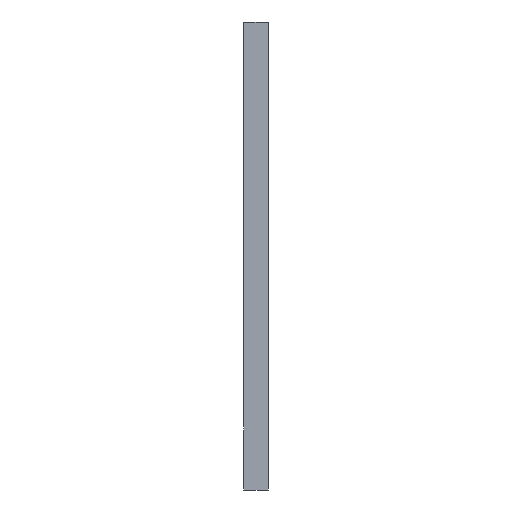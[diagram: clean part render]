
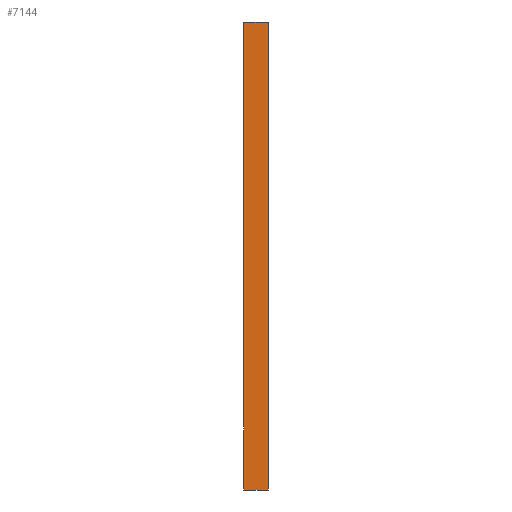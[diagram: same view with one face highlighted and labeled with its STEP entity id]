
A CAD part, front view. The second image highlights one B-rep face of the part: STEP entity #7144.
In plain terms, the highlighted planar face has unit normal (0, -1, 0).
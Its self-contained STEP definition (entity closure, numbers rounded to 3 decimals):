
#729 = EDGE_CURVE ( 'NONE', #3397, #8128, #9759, .T. ) ;
#1447 = LINE ( 'NONE', #1791, #8695 ) ;
#1791 = CARTESIAN_POINT ( 'NONE',  ( 24., 0., 2.5 ) ) ;
#1875 = EDGE_LOOP ( 'NONE', ( #6546, #8070, #5135, #3737 ) ) ;
#2152 = EDGE_CURVE ( 'NONE', #8128, #6785, #5786, .T. ) ;
#2490 = CARTESIAN_POINT ( 'NONE',  ( -24., 0., -45.5 ) ) ;
#2525 = VECTOR ( 'NONE', #9526, 1000. ) ;
#2966 = CARTESIAN_POINT ( 'NONE',  ( -24., 0., -45.5 ) ) ;
#3397 = VERTEX_POINT ( 'NONE', #8432 ) ;
#3507 = VECTOR ( 'NONE', #10286, 1000. ) ;
#3737 = ORIENTED_EDGE ( 'NONE', *, *, #729, .F. ) ;
#3952 = CARTESIAN_POINT ( 'NONE',  ( -24., 0., 2.5 ) ) ;
#5135 = ORIENTED_EDGE ( 'NONE', *, *, #2152, .F. ) ;
#5786 = LINE ( 'NONE', #2490, #9736 ) ;
#6546 = ORIENTED_EDGE ( 'NONE', *, *, #7242, .F. ) ;
#6757 = DIRECTION ( 'NONE',  ( 0., -1., 0. ) ) ;
#6785 = VERTEX_POINT ( 'NONE', #3952 ) ;
#7144 = ADVANCED_FACE ( 'NONE', ( #10769 ), #7634, .T. ) ;
#7242 = EDGE_CURVE ( 'NONE', #11476, #3397, #10058, .T. ) ;
#7634 = PLANE ( 'NONE',  #11724 ) ;
#8070 = ORIENTED_EDGE ( 'NONE', *, *, #11665, .F. ) ;
#8128 = VERTEX_POINT ( 'NONE', #2966 ) ;
#8381 = DIRECTION ( 'NONE',  ( 0., 0., -1. ) ) ;
#8432 = CARTESIAN_POINT ( 'NONE',  ( -21.5, 0., -45.5 ) ) ;
#8695 = VECTOR ( 'NONE', #8932, 1000. ) ;
#8840 = DIRECTION ( 'NONE',  ( 0., 0., 1. ) ) ;
#8932 = DIRECTION ( 'NONE',  ( 1., 0., 0. ) ) ;
#9526 = DIRECTION ( 'NONE',  ( 0., 0., -1. ) ) ;
#9736 = VECTOR ( 'NONE', #8840, 1000. ) ;
#9759 = LINE ( 'NONE', #11194, #3507 ) ;
#10058 = LINE ( 'NONE', #11404, #2525 ) ;
#10286 = DIRECTION ( 'NONE',  ( -1., 0., 0. ) ) ;
#10769 = FACE_OUTER_BOUND ( 'NONE', #1875, .T. ) ;
#11194 = CARTESIAN_POINT ( 'NONE',  ( -21.5, 0., -45.5 ) ) ;
#11199 = CARTESIAN_POINT ( 'NONE',  ( 0., 0., 0. ) ) ;
#11384 = CARTESIAN_POINT ( 'NONE',  ( -21.5, 0., 2.5 ) ) ;
#11404 = CARTESIAN_POINT ( 'NONE',  ( -21.5, 0., 0. ) ) ;
#11476 = VERTEX_POINT ( 'NONE', #11384 ) ;
#11665 = EDGE_CURVE ( 'NONE', #6785, #11476, #1447, .T. ) ;
#11724 = AXIS2_PLACEMENT_3D ( 'NONE', #11199, #6757, #8381 ) ;
